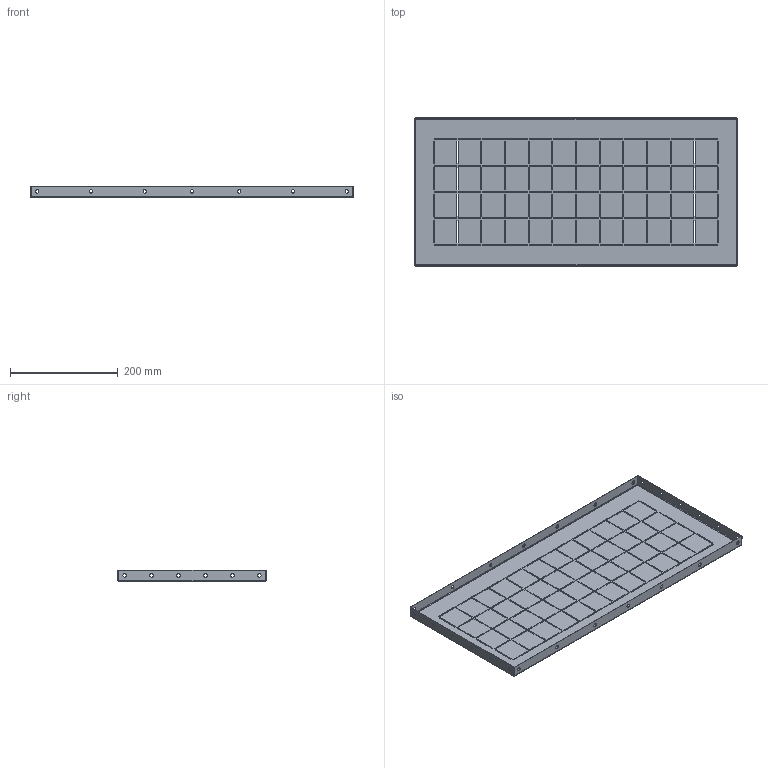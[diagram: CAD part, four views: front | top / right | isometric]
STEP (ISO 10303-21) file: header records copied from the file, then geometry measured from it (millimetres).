
FILE_DESCRIPTION (( 'STEP AP214' ), '1' );
FILE_NAME ('ÌÈ-2562.00.00.001 Ïåðåãîðîäêà âåðòèêàëüíàÿ ïî ãëóáèíå øêàôà 600õ400.STEP', '2022-12-09T06:12:41', ( '' ), ( '' ), 'SwSTEP 2.0', 'SolidWorks 2021', '' );
FILE_SCHEMA (( 'AUTOMOTIVE_DESIGN' ));
Length unit declared in the file: millimetre
Products named in the file (1): ÌÈ-2562.00.00.001 Ïåðåãîðîäêà âåðòèêàëüíàÿ ïî ãëóáèíå øêàôà 600õ400
Bounding box: 599 x 275 x 21 mm (x, y, z)
Volume: 188323.1 mm3; surface area: 388719.8 mm2
Topology: 1 solids, 1 shells, 538 faces, 1576 edges, 1040 vertices
Faces by surface type: plane 470, cylinder 60, bspline 8
Entity records: 18795 total; most frequent: CARTESIAN_POINT 3916, ORIENTED_EDGE 3152, DIRECTION 2714, EDGE_CURVE 1576, LINE 1444, VECTOR 1444, VERTEX_POINT 1040, EDGE_LOOP 814
